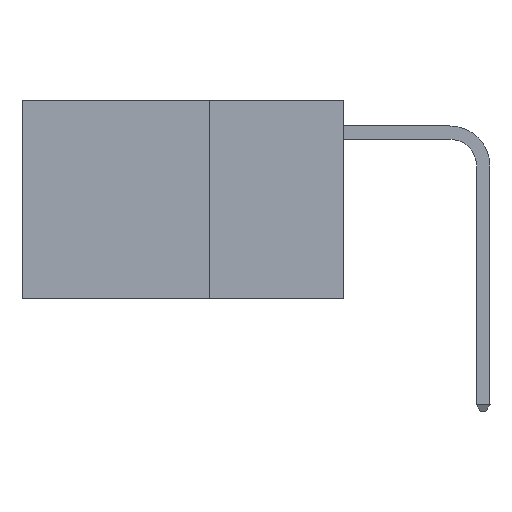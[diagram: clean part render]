
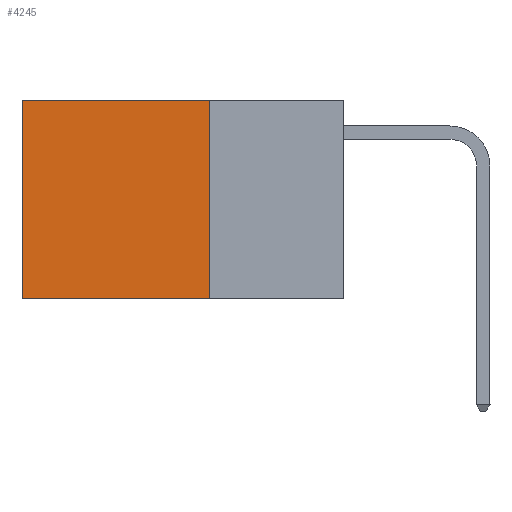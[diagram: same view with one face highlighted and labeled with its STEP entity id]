
A CAD part, left-side view. The second image highlights one B-rep face of the part: STEP entity #4245.
In plain terms, the highlighted planar face has unit normal (-1, 0, 0).
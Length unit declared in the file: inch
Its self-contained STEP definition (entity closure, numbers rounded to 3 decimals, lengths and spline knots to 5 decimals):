
#260 = EDGE_LOOP ( 'NONE', ( #5326, #7839, #5052, #4985 ) ) ;
#804 = LINE ( 'NONE', #9616, #12537 ) ;
#1130 = DIRECTION ( 'NONE',  ( 1., 0., 0. ) ) ;
#1630 = LINE ( 'NONE', #6337, #10654 ) ;
#1809 = EDGE_CURVE ( 'NONE', #14412, #5987, #804, .T. ) ;
#2277 = CARTESIAN_POINT ( 'NONE',  ( 0.2625, 0.6, 0. ) ) ;
#2305 = CARTESIAN_POINT ( 'NONE',  ( 0.2625, 0.6, -0.37 ) ) ;
#3447 = CARTESIAN_POINT ( 'NONE',  ( 0.2625, 0.25, 0. ) ) ;
#3623 = CARTESIAN_POINT ( 'NONE',  ( 0.2625, 0.25, -0.37 ) ) ;
#4076 = AXIS2_PLACEMENT_3D ( 'NONE', #7748, #1130, #7583 ) ;
#4245 = ADVANCED_FACE ( 'NONE', ( #7624 ), #7779, .F. ) ;
#4808 = DIRECTION ( 'NONE',  ( 0., 1., 0. ) ) ;
#4985 = ORIENTED_EDGE ( 'NONE', *, *, #1809, .T. ) ;
#5052 = ORIENTED_EDGE ( 'NONE', *, *, #10835, .F. ) ;
#5326 = ORIENTED_EDGE ( 'NONE', *, *, #8488, .T. ) ;
#5987 = VERTEX_POINT ( 'NONE', #2277 ) ;
#6337 = CARTESIAN_POINT ( 'NONE',  ( 0.2625, 0.6, 0. ) ) ;
#6371 = VECTOR ( 'NONE', #8347, 39.37008 ) ;
#7583 = DIRECTION ( 'NONE',  ( 0., 0., -1. ) ) ;
#7624 = FACE_OUTER_BOUND ( 'NONE', #260, .T. ) ;
#7748 = CARTESIAN_POINT ( 'NONE',  ( 0.2625, 0.25, 0. ) ) ;
#7779 = PLANE ( 'NONE',  #4076 ) ;
#7839 = ORIENTED_EDGE ( 'NONE', *, *, #13218, .F. ) ;
#8183 = VERTEX_POINT ( 'NONE', #2305 ) ;
#8347 = DIRECTION ( 'NONE',  ( 0., 0., -1. ) ) ;
#8488 = EDGE_CURVE ( 'NONE', #5987, #8183, #1630, .T. ) ;
#8501 = CARTESIAN_POINT ( 'NONE',  ( 0.2625, 0.25, 0. ) ) ;
#9151 = LINE ( 'NONE', #3447, #6371 ) ;
#9472 = DIRECTION ( 'NONE',  ( 0., 1., 0. ) ) ;
#9616 = CARTESIAN_POINT ( 'NONE',  ( 0.2625, 0.25, 0. ) ) ;
#9717 = VERTEX_POINT ( 'NONE', #12035 ) ;
#10654 = VECTOR ( 'NONE', #13233, 39.37008 ) ;
#10835 = EDGE_CURVE ( 'NONE', #14412, #9717, #9151, .T. ) ;
#12035 = CARTESIAN_POINT ( 'NONE',  ( 0.2625, 0.25, -0.37 ) ) ;
#12049 = LINE ( 'NONE', #3623, #12404 ) ;
#12404 = VECTOR ( 'NONE', #4808, 39.37008 ) ;
#12537 = VECTOR ( 'NONE', #9472, 39.37008 ) ;
#13218 = EDGE_CURVE ( 'NONE', #9717, #8183, #12049, .T. ) ;
#13233 = DIRECTION ( 'NONE',  ( 0., 0., -1. ) ) ;
#14412 = VERTEX_POINT ( 'NONE', #8501 ) ;
